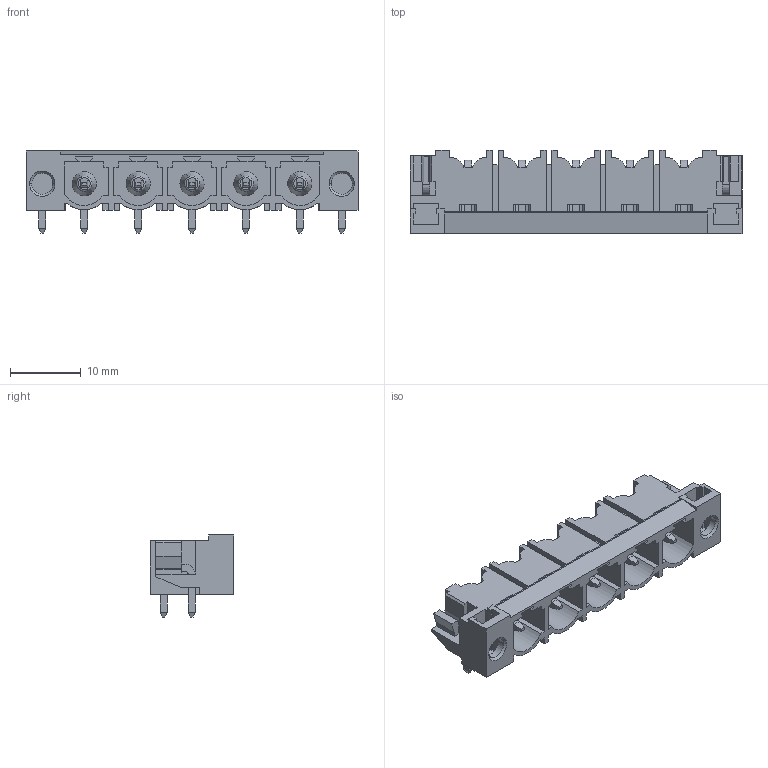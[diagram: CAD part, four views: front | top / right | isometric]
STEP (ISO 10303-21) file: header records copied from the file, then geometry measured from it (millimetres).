
FILE_DESCRIPTION(('CATIA V5 STEP Exchange','CAx-IF Rec.Pracs.--- Model Styling and Organization---1.2---2011-12-15'),'2;1');
FILE_NAME ('D1448509_0_1096060000_1096060000.stp','2018-11-15T11:02:42+00:00',('none'),('Weidmueller'),'CATIA Version 5-6 Release 2014','CATIA V5 STEP AP214','none');
FILE_SCHEMA(('AUTOMOTIVE_DESIGN { 1 0 10303 214 1 1 1 1 }'));
Length unit declared in the file: millimetre
Products named in the file (1): 1096060000
Bounding box: 46.96 x 11.75 x 11.6 mm (x, y, z)
Volume: 1848.6 mm3; surface area: 4199.8 mm2
Topology: 8 solids, 8 shells, 495 faces, 1381 edges, 902 vertices
Faces by surface type: plane 417, cylinder 54, cone 14, torus 10
Entity records: 14229 total; most frequent: ORIENTED_EDGE 2762, CARTESIAN_POINT 2585, DIRECTION 1815, EDGE_CURVE 1367, VECTOR 1167, LINE 1167, VERTEX_POINT 866, EDGE_LOOP 523
